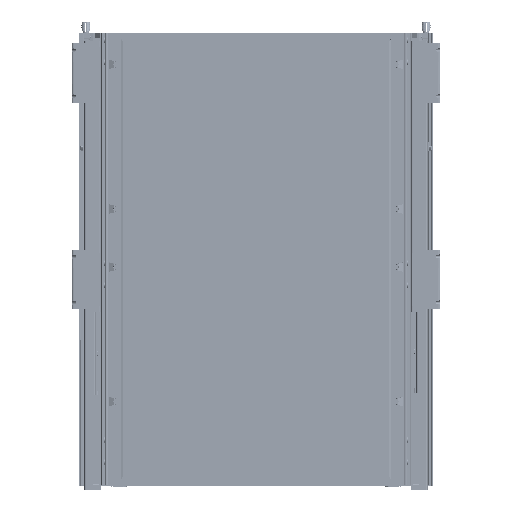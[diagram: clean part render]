
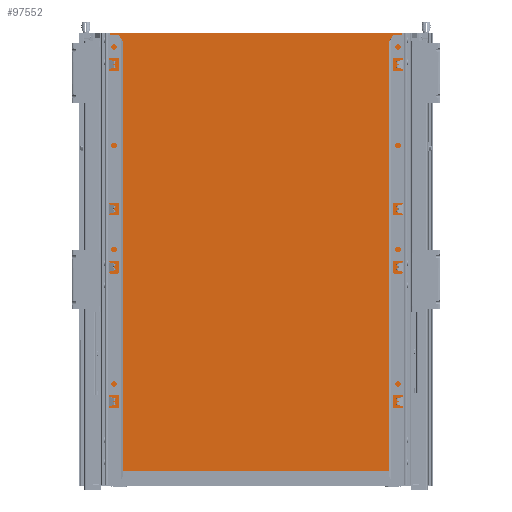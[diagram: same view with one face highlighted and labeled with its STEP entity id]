
A CAD part, front view. The second image highlights one B-rep face of the part: STEP entity #97552.
In plain terms, the highlighted face is planar.
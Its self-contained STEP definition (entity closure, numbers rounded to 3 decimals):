
#4894=PLANE('',#106530);
#9512=FACE_OUTER_BOUND('',#15155,.T.);
#15155=EDGE_LOOP('',(#82711,#82712,#82713,#82714));
#23647=LINE('',#182008,#33245);
#23651=LINE('',#182016,#33249);
#23654=LINE('',#182022,#33252);
#23657=LINE('',#182027,#33255);
#33245=VECTOR('',#128987,10.);
#33249=VECTOR('',#128993,10.);
#33252=VECTOR('',#128998,10.);
#33255=VECTOR('',#129003,10.);
#45632=VERTEX_POINT('',#182006);
#45633=VERTEX_POINT('',#182007);
#45636=VERTEX_POINT('',#182015);
#45638=VERTEX_POINT('',#182021);
#58376=EDGE_CURVE('',#45632,#45633,#23647,.T.);
#58380=EDGE_CURVE('',#45636,#45632,#23651,.T.);
#58383=EDGE_CURVE('',#45638,#45636,#23654,.T.);
#58386=EDGE_CURVE('',#45633,#45638,#23657,.T.);
#82711=ORIENTED_EDGE('',*,*,#58386,.F.);
#82712=ORIENTED_EDGE('',*,*,#58376,.F.);
#82713=ORIENTED_EDGE('',*,*,#58380,.F.);
#82714=ORIENTED_EDGE('',*,*,#58383,.F.);
#97552=ADVANCED_FACE('',(#9512),#4894,.F.);
#106530=AXIS2_PLACEMENT_3D('',#182030,#129007,#129008);
#128987=DIRECTION('',(-1.,0.,0.));
#128993=DIRECTION('',(0.,1.,0.));
#128998=DIRECTION('',(1.,0.,0.));
#129003=DIRECTION('',(0.,-1.,0.));
#129007=DIRECTION('center_axis',(0.,0.,1.));
#129008=DIRECTION('ref_axis',(1.,0.,0.));
#182006=CARTESIAN_POINT('',(162.5,0.,0.));
#182007=CARTESIAN_POINT('',(-162.5,0.,0.));
#182008=CARTESIAN_POINT('',(162.5,0.,0.));
#182015=CARTESIAN_POINT('',(162.5,-476.,0.));
#182016=CARTESIAN_POINT('',(162.5,-476.,0.));
#182021=CARTESIAN_POINT('',(-162.5,-476.,0.));
#182022=CARTESIAN_POINT('',(-162.5,-476.,0.));
#182027=CARTESIAN_POINT('',(-162.5,0.,0.));
#182030=CARTESIAN_POINT('Origin',(0.,-238.,0.));
